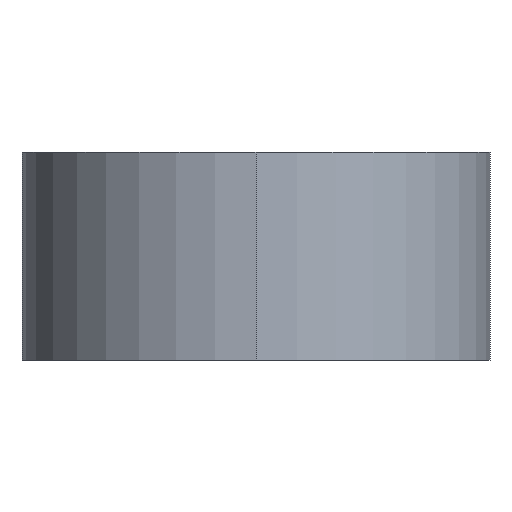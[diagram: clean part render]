
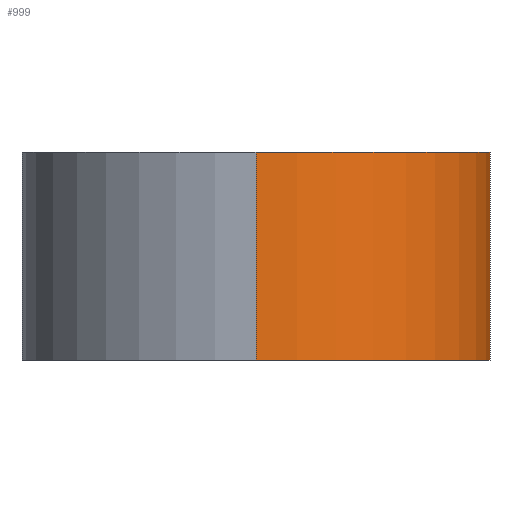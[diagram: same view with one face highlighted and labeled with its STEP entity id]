
A CAD part, left-side view. The second image highlights one B-rep face of the part: STEP entity #999.
In plain terms, the highlighted cylindrical face has radius 22.5 mm (diameter 45 mm), a partial arc.
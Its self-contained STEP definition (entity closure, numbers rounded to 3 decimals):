
#6 = EDGE_CURVE ( 'NONE', #515, #821, #744, .T. ) ;
#149 = DIRECTION ( 'NONE',  ( 0., 0., 1. ) ) ;
#188 = CARTESIAN_POINT ( 'NONE',  ( 0., 0., 20. ) ) ;
#205 = ORIENTED_EDGE ( 'NONE', *, *, #314, .F. ) ;
#214 = CARTESIAN_POINT ( 'NONE',  ( -22.5, 0., 20. ) ) ;
#225 = FACE_OUTER_BOUND ( 'NONE', #1174, .T. ) ;
#242 = LINE ( 'NONE', #1275, #713 ) ;
#314 = EDGE_CURVE ( 'NONE', #531, #821, #242, .T. ) ;
#360 = DIRECTION ( 'NONE',  ( 0., 0., -1. ) ) ;
#400 = CIRCLE ( 'NONE', #1180, 22.5 ) ;
#515 = VERTEX_POINT ( 'NONE', #1134 ) ;
#531 = VERTEX_POINT ( 'NONE', #1658 ) ;
#623 = AXIS2_PLACEMENT_3D ( 'NONE', #1149, #360, #753 ) ;
#647 = ORIENTED_EDGE ( 'NONE', *, *, #6, .T. ) ;
#691 = ORIENTED_EDGE ( 'NONE', *, *, #969, .T. ) ;
#713 = VECTOR ( 'NONE', #997, 1000. ) ;
#744 = CIRCLE ( 'NONE', #1520, 22.5 ) ;
#753 = DIRECTION ( 'NONE',  ( -1., 0., 0. ) ) ;
#815 = VECTOR ( 'NONE', #1155, 1000. ) ;
#821 = VERTEX_POINT ( 'NONE', #1072 ) ;
#852 = EDGE_CURVE ( 'NONE', #1644, #531, #400, .T. ) ;
#868 = ORIENTED_EDGE ( 'NONE', *, *, #852, .F. ) ;
#969 = EDGE_CURVE ( 'NONE', #1644, #515, #1415, .T. ) ;
#974 = DIRECTION ( 'NONE',  ( 1., 0., 0. ) ) ;
#997 = DIRECTION ( 'NONE',  ( 0., 0., -1. ) ) ;
#999 = ADVANCED_FACE ( 'NONE', ( #225 ), #1131, .T. ) ;
#1072 = CARTESIAN_POINT ( 'NONE',  ( 0., -22.5, 0. ) ) ;
#1131 = CYLINDRICAL_SURFACE ( 'NONE', #623, 22.5 ) ;
#1134 = CARTESIAN_POINT ( 'NONE',  ( -22.5, 0., 0. ) ) ;
#1149 = CARTESIAN_POINT ( 'NONE',  ( 0., 0., 20. ) ) ;
#1155 = DIRECTION ( 'NONE',  ( 0., 0., -1. ) ) ;
#1174 = EDGE_LOOP ( 'NONE', ( #868, #691, #647, #205 ) ) ;
#1180 = AXIS2_PLACEMENT_3D ( 'NONE', #188, #1617, #974 ) ;
#1275 = CARTESIAN_POINT ( 'NONE',  ( 0., -22.5, 20. ) ) ;
#1389 = DIRECTION ( 'NONE',  ( 1., 0., 0. ) ) ;
#1415 = LINE ( 'NONE', #214, #815 ) ;
#1512 = CARTESIAN_POINT ( 'NONE',  ( -22.5, 0., 20. ) ) ;
#1520 = AXIS2_PLACEMENT_3D ( 'NONE', #1599, #149, #1389 ) ;
#1599 = CARTESIAN_POINT ( 'NONE',  ( 0., 0., 0. ) ) ;
#1617 = DIRECTION ( 'NONE',  ( 0., 0., 1. ) ) ;
#1644 = VERTEX_POINT ( 'NONE', #1512 ) ;
#1658 = CARTESIAN_POINT ( 'NONE',  ( 0., -22.5, 20. ) ) ;
